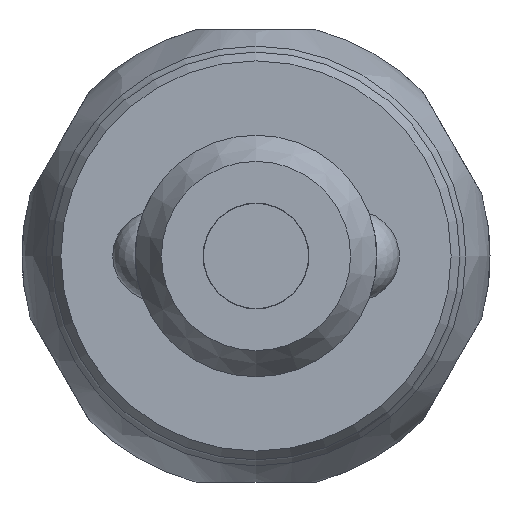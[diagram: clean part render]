
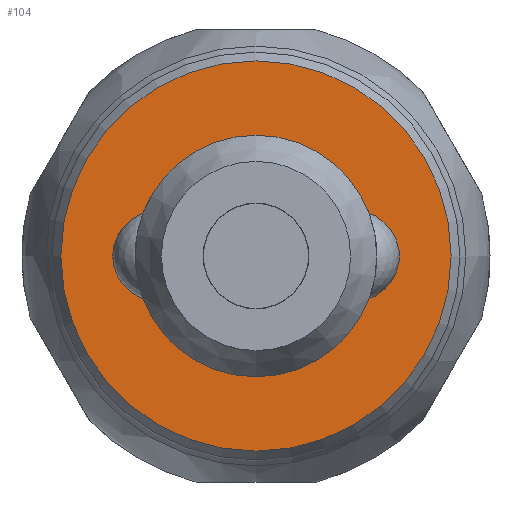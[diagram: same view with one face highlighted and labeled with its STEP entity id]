
A CAD part, front view. The second image highlights one B-rep face of the part: STEP entity #104.
In plain terms, the highlighted planar face has unit normal (0, -1, 0).
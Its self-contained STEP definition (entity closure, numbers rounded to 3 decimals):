
#104 = ADVANCED_FACE( '', ( #249, #250 ), #251, .T. );
#249 = FACE_OUTER_BOUND( '', #448, .T. );
#250 = FACE_BOUND( '', #449, .T. );
#251 = PLANE( '', #450 );
#448 = EDGE_LOOP( '', ( #714 ) );
#449 = EDGE_LOOP( '', ( #715 ) );
#450 = AXIS2_PLACEMENT_3D( '', #716, #717, #718 );
#714 = ORIENTED_EDGE( '', *, *, #1014, .T. );
#715 = ORIENTED_EDGE( '', *, *, #975, .F. );
#716 = CARTESIAN_POINT( '', ( 1.75, 0., 0. ) );
#717 = DIRECTION( '', ( 0., -1., 0. ) );
#718 = DIRECTION( '', ( 0., 0., -1. ) );
#975 = EDGE_CURVE( '', #1109, #1109, #1110, .T. );
#1014 = EDGE_CURVE( '', #1173, #1173, #1174, .T. );
#1109 = VERTEX_POINT( '', #1324 );
#1110 = CIRCLE( '', #1325, 4. );
#1173 = VERTEX_POINT( '', #1702 );
#1174 = CIRCLE( '', #1703, 6.461 );
#1324 = CARTESIAN_POINT( '', ( 0., 0., -4. ) );
#1325 = AXIS2_PLACEMENT_3D( '', #2218, #2219, #2220 );
#1702 = CARTESIAN_POINT( '', ( 0., 0., -6.461 ) );
#1703 = AXIS2_PLACEMENT_3D( '', #2264, #2265, #2266 );
#2218 = CARTESIAN_POINT( '', ( 0., 0., 0. ) );
#2219 = DIRECTION( '', ( 0., -1., 0. ) );
#2220 = DIRECTION( '', ( 0., 0., -1. ) );
#2264 = CARTESIAN_POINT( '', ( 0., 0., 0. ) );
#2265 = DIRECTION( '', ( 0., -1., 0. ) );
#2266 = DIRECTION( '', ( 0., 0., -1. ) );
